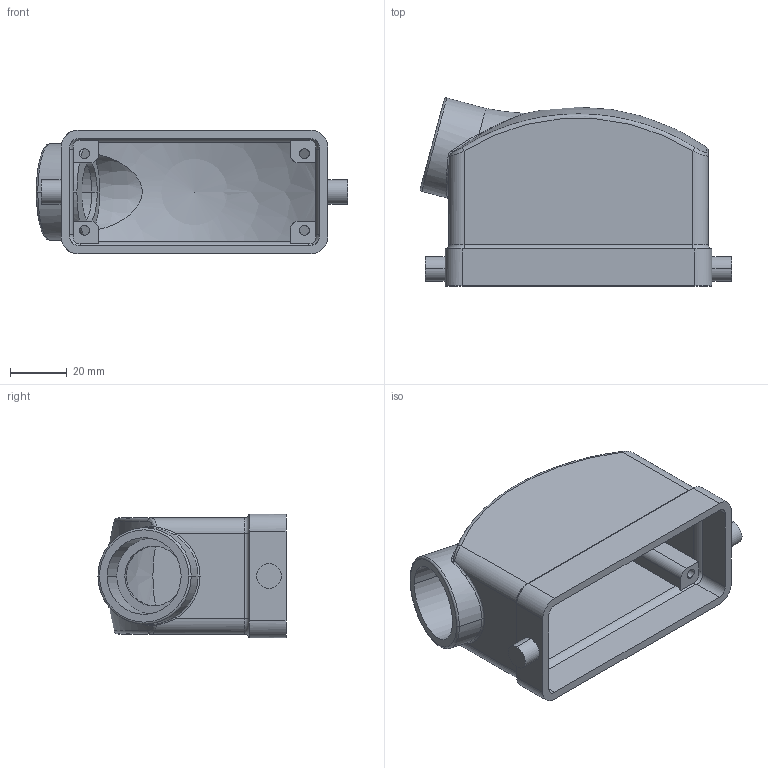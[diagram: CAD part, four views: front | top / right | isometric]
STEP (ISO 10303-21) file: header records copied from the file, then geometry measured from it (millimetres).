
FILE_DESCRIPTION (( 'STEP AP214' ), '1' );
FILE_NAME ('ZP-MC16B-2-SSE21M.STEP', '2017-04-11T13:45:27', ( '' ), ( '' ), 'SwSTEP 2.0', 'SolidWorks 2017', '' );
FILE_SCHEMA (( 'AUTOMOTIVE_DESIGN' ));
Length unit declared in the file: millimetre
Products named in the file (1): ZP-MC16B-2-SSE21M
Bounding box: 109.72 x 66.26 x 43.5 mm (x, y, z)
Volume: 61154.1 mm3; surface area: 38276.5 mm2
Topology: 3 solids, 3 shells, 130 faces, 336 edges, 215 vertices
Faces by surface type: cylinder 50, plane 48, torus 13, bspline 13, sphere 4, cone 2
Entity records: 6469 total; most frequent: CARTESIAN_POINT 2082, ORIENTED_EDGE 660, DIRECTION 597, EDGE_CURVE 330, AXIS2_PLACEMENT_3D 240, VERTEX_POINT 211, EDGE_LOOP 137, FACE_OUTER_BOUND 130
